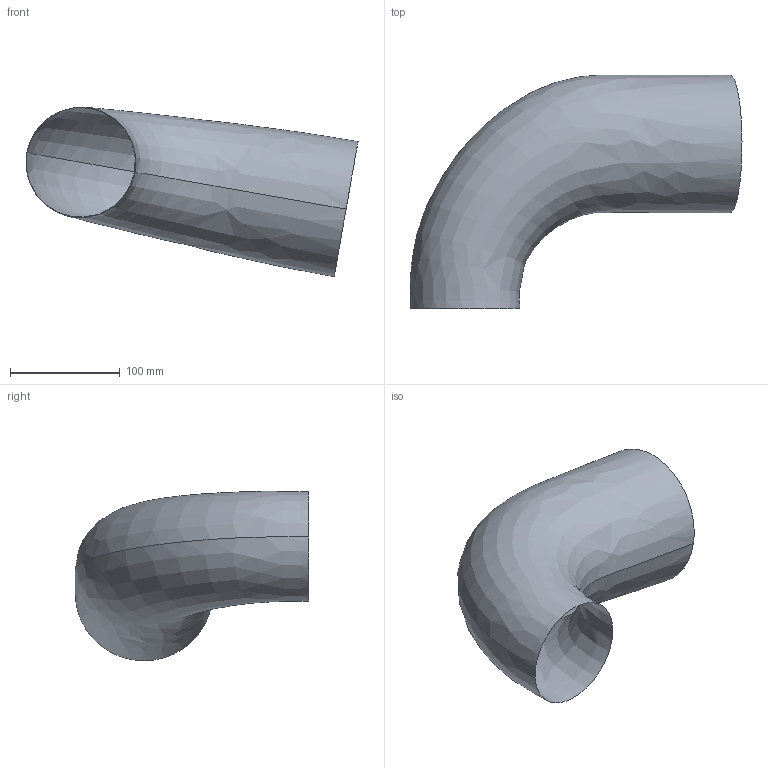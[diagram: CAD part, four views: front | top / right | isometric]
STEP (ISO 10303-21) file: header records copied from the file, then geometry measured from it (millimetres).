
FILE_DESCRIPTION(('OneSpaceDesigner STEP Export'),'2;1');
FILE_NAME('spline_surface.step','2008-05-13T15:57:32',(''),(''),'CoCreate Modeling STEP processor for AP214 (Solid Model)','CoCreate Modeling 16.00P0223 23-Feb-2008 (C) CoCreate Software GmbH','');
FILE_SCHEMA(('AUTOMOTIVE_DESIGN { 1 0 10303 214 1 1 1 1 }'));
Length unit declared in the file: millimetre
Products named in the file (1): Bogen
Bounding box: 302.12 x 212.5 x 154.26 mm (x, y, z)
Surface area: 120834.7 mm2 (no closed solid volume)
Topology: 0 solids, 1 shells, 2 faces, 6 edges, 4 vertices
Faces by surface type: bspline 2
Entity records: 3231 total; most frequent: CARTESIAN_POINT 3173, ORIENTED_EDGE 8, EDGE_CURVE 6, B_SPLINE_CURVE_WITH_KNOTS 4, VERTEX_POINT 4, DIMENSIONAL_EXPONENTS 3, EDGE_LOOP 2, FACE_OUTER_BOUND 2
